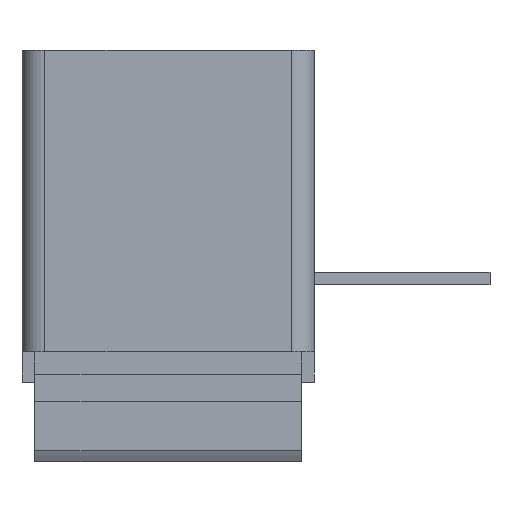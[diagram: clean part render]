
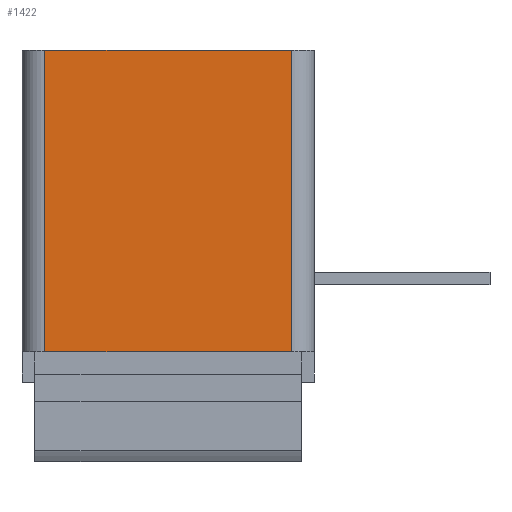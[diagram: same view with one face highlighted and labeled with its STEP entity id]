
A CAD part, left-side view. The second image highlights one B-rep face of the part: STEP entity #1422.
In plain terms, the highlighted planar face has unit normal (-1, 0, 0).
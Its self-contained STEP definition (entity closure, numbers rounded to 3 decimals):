
#157=DIRECTION('',(0.,1.,0.));
#158=VECTOR('',#157,16.1);
#159=CARTESIAN_POINT('',(-28.6,1.5,9.85));
#160=LINE('',#159,#158);
#197=DIRECTION('',(0.,-1.,0.));
#198=VECTOR('',#197,16.1);
#199=CARTESIAN_POINT('',(-28.6,17.6,-9.85));
#200=LINE('',#199,#198);
#491=DIRECTION('',(0.,0.,-1.));
#492=VECTOR('',#491,19.7);
#493=CARTESIAN_POINT('',(-28.6,1.5,9.85));
#494=LINE('',#493,#492);
#495=DIRECTION('',(0.,0.,1.));
#496=VECTOR('',#495,19.7);
#497=CARTESIAN_POINT('',(-28.6,17.6,-9.85));
#498=LINE('',#497,#496);
#772=CARTESIAN_POINT('',(-28.6,1.5,-9.85));
#774=VERTEX_POINT('',#772);
#775=CARTESIAN_POINT('',(-28.6,1.5,9.85));
#776=VERTEX_POINT('',#775);
#780=CARTESIAN_POINT('',(-28.6,17.6,9.85));
#782=VERTEX_POINT('',#780);
#783=CARTESIAN_POINT('',(-28.6,17.6,-9.85));
#784=VERTEX_POINT('',#783);
#1411=CARTESIAN_POINT('',(-28.6,0.,-9.85));
#1412=DIRECTION('',(-1.,0.,0.));
#1413=DIRECTION('',(0.,0.,1.));
#1414=AXIS2_PLACEMENT_3D('',#1411,#1412,#1413);
#1415=PLANE('',#1414);
#1416=ORIENTED_EDGE('',*,*,#1009,.T.);
#1417=ORIENTED_EDGE('',*,*,#1029,.F.);
#1418=ORIENTED_EDGE('',*,*,#1404,.T.);
#1419=ORIENTED_EDGE('',*,*,#989,.F.);
#1420=EDGE_LOOP('',(#1416,#1417,#1418,#1419));
#1421=FACE_OUTER_BOUND('',#1420,.F.);
#989=EDGE_CURVE('',#776,#782,#160,.T.);
#1009=EDGE_CURVE('',#776,#774,#494,.T.);
#1029=EDGE_CURVE('',#784,#774,#200,.T.);
#1404=EDGE_CURVE('',#784,#782,#498,.T.);
#1422=ADVANCED_FACE('',(#1421),#1415,.T.);
